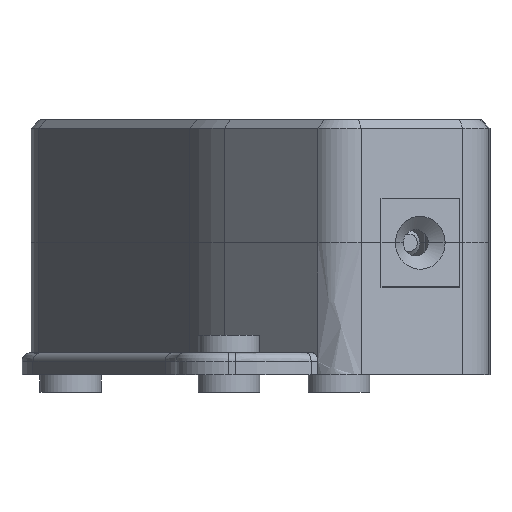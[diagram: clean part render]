
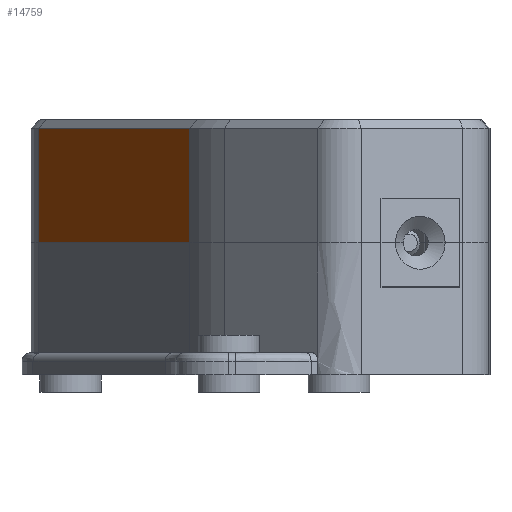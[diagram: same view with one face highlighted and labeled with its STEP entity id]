
A CAD part, left-side view. The second image highlights one B-rep face of the part: STEP entity #14759.
In plain terms, the highlighted free-form (B-spline) face has degree [1, 1] with [2, 2] control points.
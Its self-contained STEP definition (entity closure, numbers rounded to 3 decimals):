
#13245 = VERTEX_POINT('',#13246);
#13246 = CARTESIAN_POINT('',(-47.094,24.334,0.));
#13252 = EDGE_CURVE('',#13245,#13253,#13255,.T.);
#13253 = VERTEX_POINT('',#13254);
#13254 = CARTESIAN_POINT('',(47.66,66.521,0.));
#13255 = B_SPLINE_CURVE_WITH_KNOTS('',1,(#13256,#13257),.UNSPECIFIED.,
  .F.,.F.,(2,2),(0.,84.655),.PIECEWISE_BEZIER_KNOTS.);
#13256 = CARTESIAN_POINT('',(-47.094,24.334,0.));
#13257 = CARTESIAN_POINT('',(47.66,66.521,0.));
#14154 = EDGE_CURVE('',#14155,#13253,#14157,.T.);
#14155 = VERTEX_POINT('',#14156);
#14156 = CARTESIAN_POINT('',(47.66,66.521,
    31.856));
#14157 = B_SPLINE_CURVE_WITH_KNOTS('',1,(#14158,#14159),.UNSPECIFIED.,
  .F.,.F.,(2,2),(-1.,25.),.PIECEWISE_BEZIER_KNOTS.);
#14158 = CARTESIAN_POINT('',(47.66,66.521,
    31.856));
#14159 = CARTESIAN_POINT('',(47.66,66.521,0.));
#14740 = VERTEX_POINT('',#14741);
#14741 = CARTESIAN_POINT('',(-47.094,24.334,
    31.856));
#14747 = EDGE_CURVE('',#14740,#13245,#14748,.T.);
#14748 = B_SPLINE_CURVE_WITH_KNOTS('',1,(#14749,#14750),.UNSPECIFIED.,
  .F.,.F.,(2,2),(-1.,25.),.PIECEWISE_BEZIER_KNOTS.);
#14749 = CARTESIAN_POINT('',(-47.094,24.334,
    31.856));
#14750 = CARTESIAN_POINT('',(-47.094,24.334,0.));
#14759 = ADVANCED_FACE('',(#14760),#14770,.F.);
#14760 = FACE_BOUND('',#14761,.T.);
#14761 = EDGE_LOOP('',(#14762,#14763,#14768,#14769));
#14762 = ORIENTED_EDGE('',*,*,#14747,.F.);
#14763 = ORIENTED_EDGE('',*,*,#14764,.T.);
#14764 = EDGE_CURVE('',#14740,#14155,#14765,.T.);
#14765 = B_SPLINE_CURVE_WITH_KNOTS('',1,(#14766,#14767),.UNSPECIFIED.,
  .F.,.F.,(2,2),(0.,84.655),.PIECEWISE_BEZIER_KNOTS.);
#14766 = CARTESIAN_POINT('',(-47.094,24.334,
    31.856));
#14767 = CARTESIAN_POINT('',(47.66,66.521,
    31.856));
#14768 = ORIENTED_EDGE('',*,*,#14154,.T.);
#14769 = ORIENTED_EDGE('',*,*,#13252,.F.);
#14770 = B_SPLINE_SURFACE_WITH_KNOTS('',1,1,(
    (#14771,#14772)
    ,(#14773,#14774
    )),.UNSPECIFIED.,.F.,.F.,.F.,(2,2),(2,2),(0.,84.655),(-25.,
    1.),.PIECEWISE_BEZIER_KNOTS.);
#14771 = CARTESIAN_POINT('',(-47.094,24.334,0.));
#14772 = CARTESIAN_POINT('',(-47.094,24.334,
    31.856));
#14773 = CARTESIAN_POINT('',(47.66,66.521,0.));
#14774 = CARTESIAN_POINT('',(47.66,66.521,
    31.856));
